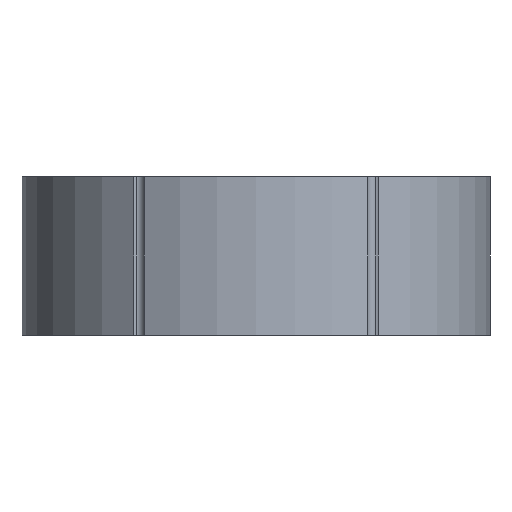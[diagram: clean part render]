
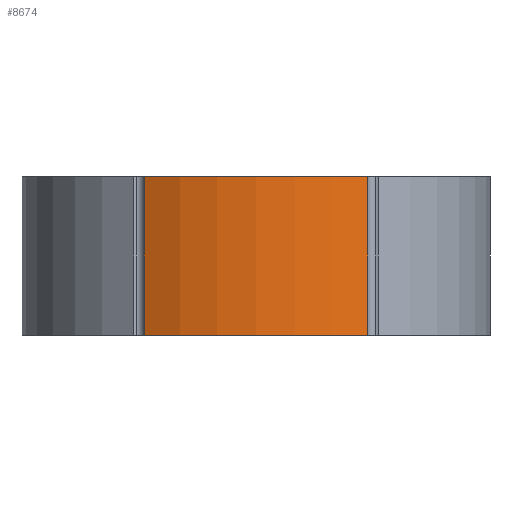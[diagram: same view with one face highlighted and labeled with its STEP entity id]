
A CAD part, left-side view. The second image highlights one B-rep face of the part: STEP entity #8674.
In plain terms, the highlighted cylindrical face has radius 148 mm (diameter 296 mm), a partial arc.
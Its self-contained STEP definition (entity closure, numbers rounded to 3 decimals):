
#234 = CIRCLE ( 'NONE', #12832, 148. ) ;
#303 = CARTESIAN_POINT ( 'NONE',  ( -130.106, -70.544, -8.114 ) ) ;
#1548 = EDGE_LOOP ( 'NONE', ( #7775, #15165, #6961, #14079 ) ) ;
#1702 = EDGE_CURVE ( 'NONE', #13322, #4565, #7345, .T. ) ;
#3367 = FACE_OUTER_BOUND ( 'NONE', #1548, .T. ) ;
#3915 = EDGE_CURVE ( 'NONE', #15986, #13322, #14321, .T. ) ;
#4208 = VECTOR ( 'NONE', #16810, 1000. ) ;
#4442 = DIRECTION ( 'NONE',  ( 0., 0., 1. ) ) ;
#4565 = VERTEX_POINT ( 'NONE', #13709 ) ;
#5004 = AXIS2_PLACEMENT_3D ( 'NONE', #10940, #17998, #15085 ) ;
#5082 = CYLINDRICAL_SURFACE ( 'NONE', #5004, 148. ) ;
#6961 = ORIENTED_EDGE ( 'NONE', *, *, #14145, .T. ) ;
#7114 = DIRECTION ( 'NONE',  ( 0., 0., 1. ) ) ;
#7345 = LINE ( 'NONE', #16897, #8917 ) ;
#7775 = ORIENTED_EDGE ( 'NONE', *, *, #1702, .F. ) ;
#8464 = CARTESIAN_POINT ( 'NONE',  ( 0., 0., 100. ) ) ;
#8674 = ADVANCED_FACE ( 'NONE', ( #3367 ), #5082, .T. ) ;
#8917 = VECTOR ( 'NONE', #4442, 1000. ) ;
#10009 = DIRECTION ( 'NONE',  ( 1., 0., 0. ) ) ;
#10559 = AXIS2_PLACEMENT_3D ( 'NONE', #12401, #11006, #13683 ) ;
#10781 = CARTESIAN_POINT ( 'NONE',  ( -130.106, -70.544, 0. ) ) ;
#10940 = CARTESIAN_POINT ( 'NONE',  ( 0., 0., -418.607 ) ) ;
#11006 = DIRECTION ( 'NONE',  ( 0., 0., -1. ) ) ;
#12401 = CARTESIAN_POINT ( 'NONE',  ( 0., 0., 0. ) ) ;
#12832 = AXIS2_PLACEMENT_3D ( 'NONE', #8464, #7114, #10009 ) ;
#13315 = CARTESIAN_POINT ( 'NONE',  ( -130.106, -70.544, 100. ) ) ;
#13322 = VERTEX_POINT ( 'NONE', #15190 ) ;
#13683 = DIRECTION ( 'NONE',  ( 1., 0., 0. ) ) ;
#13709 = CARTESIAN_POINT ( 'NONE',  ( -130.106, 70.544, 100. ) ) ;
#14079 = ORIENTED_EDGE ( 'NONE', *, *, #14651, .F. ) ;
#14145 = EDGE_CURVE ( 'NONE', #15986, #17870, #14488, .T. ) ;
#14321 = CIRCLE ( 'NONE', #10559, 148. ) ;
#14488 = LINE ( 'NONE', #303, #4208 ) ;
#14651 = EDGE_CURVE ( 'NONE', #4565, #17870, #234, .T. ) ;
#15085 = DIRECTION ( 'NONE',  ( 1., 0., 0. ) ) ;
#15165 = ORIENTED_EDGE ( 'NONE', *, *, #3915, .F. ) ;
#15190 = CARTESIAN_POINT ( 'NONE',  ( -130.106, 70.544, 0. ) ) ;
#15986 = VERTEX_POINT ( 'NONE', #10781 ) ;
#16810 = DIRECTION ( 'NONE',  ( 0., 0., 1. ) ) ;
#16897 = CARTESIAN_POINT ( 'NONE',  ( -130.106, 70.544, -8.114 ) ) ;
#17870 = VERTEX_POINT ( 'NONE', #13315 ) ;
#17998 = DIRECTION ( 'NONE',  ( 0., 0., 1. ) ) ;
